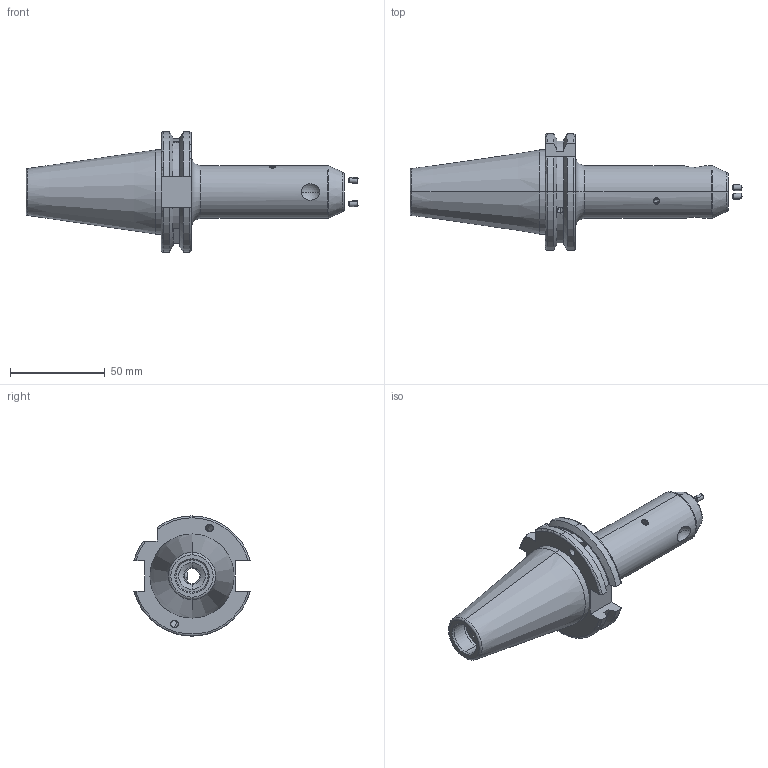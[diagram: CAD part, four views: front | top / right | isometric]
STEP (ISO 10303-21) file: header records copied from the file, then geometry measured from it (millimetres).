
FILE_DESCRIPTION (( 'STEP AP203' ), '1' );
FILE_NAME ('91406-WK208100.STEP', '2017-01-05T12:28:07', ( '' ), ( '' ), 'SwSTEP 2.0', 'SolidWorks 2009', '' );
FILE_SCHEMA (( 'CONFIG_CONTROL_DESIGN' ));
Length unit declared in the file: millimetre
Products named in the file (5): SK40EK08100FWW; GS-M8X10-DIN1835-B; 91406-WK208100; GS-M3X5_DIN 913 - M3 x 5-N; GS-M4X4_DIN 913 - M4 x 10-N
Assembly tree (8 placements, depth 2):
  91406-WK208100
    GS-M4X4_DIN 913 - M4 x 10-N  x4
    GS-M3X5_DIN 913 - M3 x 5-N  x2
    GS-M8X10-DIN1835-B
    SK40EK08100FWW
Bounding box: 175.58 x 61.48 x 63.55 mm (x, y, z)
Volume: 145996.6 mm3; surface area: 31371.8 mm2
Topology: 8 solids, 8 shells, 351 faces, 883 edges, 560 vertices
Faces by surface type: cone 144, plane 93, cylinder 90, torus 18, bspline 4, sphere 2
Entity records: 7339 total; most frequent: CARTESIAN_POINT 1959, DIRECTION 1026, ORIENTED_EDGE 982, EDGE_CURVE 491, AXIS2_PLACEMENT_3D 403, VERTEX_POINT 312, EDGE_LOOP 223, VECTOR 220
